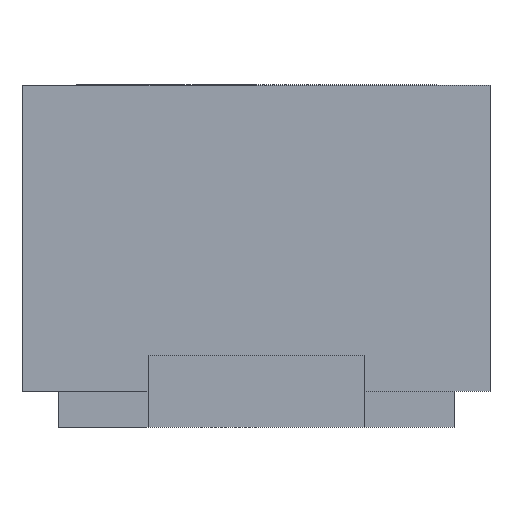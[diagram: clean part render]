
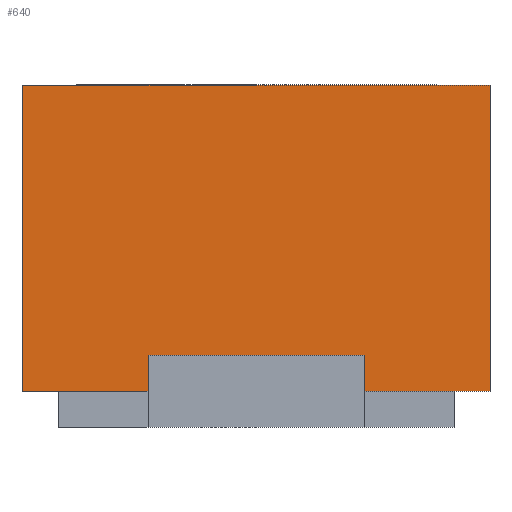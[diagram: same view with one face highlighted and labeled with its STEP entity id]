
A CAD part, front view. The second image highlights one B-rep face of the part: STEP entity #640.
In plain terms, the highlighted planar face has unit normal (0, -1, 0).
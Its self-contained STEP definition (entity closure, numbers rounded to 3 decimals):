
#44=FACE_OUTER_BOUND('',#75,.T.);
#75=EDGE_LOOP('',(#538,#539,#540,#541,#542,#543,#544,#545));
#121=LINE('',#932,#205);
#129=LINE('',#948,#213);
#146=LINE('',#982,#230);
#149=LINE('',#988,#233);
#152=LINE('',#993,#236);
#156=LINE('',#1001,#240);
#160=LINE('',#1009,#244);
#161=LINE('',#1011,#245);
#205=VECTOR('',#770,10.);
#213=VECTOR('',#778,10.);
#230=VECTOR('',#809,10.);
#233=VECTOR('',#814,10.);
#236=VECTOR('',#819,10.);
#240=VECTOR('',#827,10.);
#244=VECTOR('',#835,10.);
#245=VECTOR('',#838,10.);
#275=VERTEX_POINT('',#929);
#276=VERTEX_POINT('',#931);
#283=VERTEX_POINT('',#945);
#284=VERTEX_POINT('',#947);
#294=VERTEX_POINT('',#981);
#296=VERTEX_POINT('',#987);
#298=VERTEX_POINT('',#997);
#301=VERTEX_POINT('',#1007);
#345=EDGE_CURVE('',#276,#275,#121,.T.);
#353=EDGE_CURVE('',#284,#283,#129,.T.);
#370=EDGE_CURVE('',#294,#276,#146,.T.);
#373=EDGE_CURVE('',#296,#294,#149,.T.);
#376=EDGE_CURVE('',#283,#296,#152,.T.);
#380=EDGE_CURVE('',#284,#298,#156,.T.);
#384=EDGE_CURVE('',#275,#301,#160,.T.);
#385=EDGE_CURVE('',#301,#298,#161,.T.);
#538=ORIENTED_EDGE('',*,*,#370,.T.);
#539=ORIENTED_EDGE('',*,*,#345,.T.);
#540=ORIENTED_EDGE('',*,*,#384,.T.);
#541=ORIENTED_EDGE('',*,*,#385,.T.);
#542=ORIENTED_EDGE('',*,*,#380,.F.);
#543=ORIENTED_EDGE('',*,*,#353,.T.);
#544=ORIENTED_EDGE('',*,*,#376,.T.);
#545=ORIENTED_EDGE('',*,*,#373,.T.);
#583=PLANE('',#691);
#640=ADVANCED_FACE('',(#44),#583,.T.);
#691=AXIS2_PLACEMENT_3D('',#1010,#836,#837);
#770=DIRECTION('',(1.,0.,0.));
#778=DIRECTION('',(1.,0.,0.));
#809=DIRECTION('',(0.,0.,-1.));
#814=DIRECTION('',(1.,0.,0.));
#819=DIRECTION('',(0.,0.,1.));
#827=DIRECTION('',(0.,0.,1.));
#835=DIRECTION('',(0.,0.,1.));
#836=DIRECTION('center_axis',(0.,-1.,0.));
#837=DIRECTION('ref_axis',(0.,0.,-1.));
#838=DIRECTION('',(-1.,0.,0.));
#929=CARTESIAN_POINT('',(0.325,-0.525,0.));
#931=CARTESIAN_POINT('',(0.15,-0.525,0.));
#932=CARTESIAN_POINT('',(-0.325,-0.525,0.));
#945=CARTESIAN_POINT('',(-0.15,-0.525,0.));
#947=CARTESIAN_POINT('',(-0.325,-0.525,0.));
#948=CARTESIAN_POINT('',(-0.325,-0.525,0.));
#981=CARTESIAN_POINT('',(0.15,-0.525,0.05));
#982=CARTESIAN_POINT('',(0.15,-0.525,0.));
#987=CARTESIAN_POINT('',(-0.15,-0.525,0.05));
#988=CARTESIAN_POINT('',(0.163,-0.525,0.05));
#993=CARTESIAN_POINT('',(-0.15,-0.525,0.));
#997=CARTESIAN_POINT('',(-0.325,-0.525,0.425));
#1001=CARTESIAN_POINT('',(-0.325,-0.525,0.));
#1007=CARTESIAN_POINT('',(0.325,-0.525,0.425));
#1009=CARTESIAN_POINT('',(0.325,-0.525,0.));
#1010=CARTESIAN_POINT('Origin',(0.325,-0.525,0.));
#1011=CARTESIAN_POINT('',(-0.325,-0.525,0.425));
